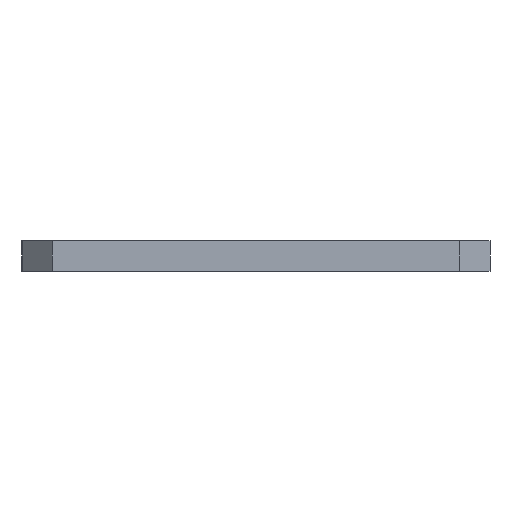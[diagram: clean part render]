
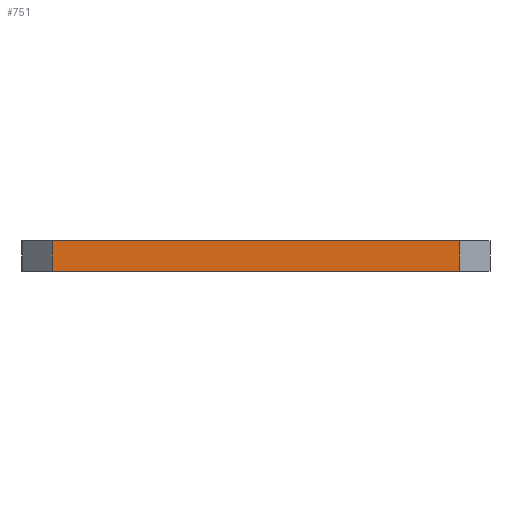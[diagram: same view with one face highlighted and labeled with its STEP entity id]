
A CAD part, front view. The second image highlights one B-rep face of the part: STEP entity #751.
In plain terms, the highlighted planar face has unit normal (0, -1, 0).
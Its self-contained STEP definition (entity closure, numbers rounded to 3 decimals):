
#9 = LINE ( 'NONE', #464, #168 ) ;
#16 = VERTEX_POINT ( 'NONE', #652 ) ;
#24 = CARTESIAN_POINT ( 'NONE',  ( 13.5, -19.5, 2. ) ) ;
#37 = CARTESIAN_POINT ( 'NONE',  ( -15.5, -19.5, 2. ) ) ;
#150 = VECTOR ( 'NONE', #182, 1000. ) ;
#153 = CARTESIAN_POINT ( 'NONE',  ( -15.5, -19.5, 2. ) ) ;
#160 = EDGE_CURVE ( 'NONE', #16, #651, #784, .T. ) ;
#168 = VECTOR ( 'NONE', #211, 1000. ) ;
#180 = FACE_OUTER_BOUND ( 'NONE', #725, .T. ) ;
#182 = DIRECTION ( 'NONE',  ( 0., 0., 1. ) ) ;
#187 = ORIENTED_EDGE ( 'NONE', *, *, #491, .T. ) ;
#211 = DIRECTION ( 'NONE',  ( 1., 0., 0. ) ) ;
#304 = VECTOR ( 'NONE', #990, 1000. ) ;
#313 = PLANE ( 'NONE',  #444 ) ;
#372 = VECTOR ( 'NONE', #384, 1000. ) ;
#384 = DIRECTION ( 'NONE',  ( 0., 0., -1. ) ) ;
#389 = CARTESIAN_POINT ( 'NONE',  ( 13.5, -19.5, 2. ) ) ;
#444 = AXIS2_PLACEMENT_3D ( 'NONE', #153, #721, #1030 ) ;
#464 = CARTESIAN_POINT ( 'NONE',  ( -15.5, -19.5, 0. ) ) ;
#485 = ORIENTED_EDGE ( 'NONE', *, *, #929, .F. ) ;
#491 = EDGE_CURVE ( 'NONE', #635, #913, #587, .T. ) ;
#520 = LINE ( 'NONE', #37, #304 ) ;
#587 = LINE ( 'NONE', #1021, #372 ) ;
#633 = CARTESIAN_POINT ( 'NONE',  ( -13.5, -19.5, 2. ) ) ;
#635 = VERTEX_POINT ( 'NONE', #633 ) ;
#651 = VERTEX_POINT ( 'NONE', #389 ) ;
#652 = CARTESIAN_POINT ( 'NONE',  ( 13.5, -19.5, 0. ) ) ;
#655 = CARTESIAN_POINT ( 'NONE',  ( -13.5, -19.5, 0. ) ) ;
#721 = DIRECTION ( 'NONE',  ( 0., 1., 0. ) ) ;
#725 = EDGE_LOOP ( 'NONE', ( #485, #187, #783, #899 ) ) ;
#751 = ADVANCED_FACE ( 'NONE', ( #180 ), #313, .F. ) ;
#783 = ORIENTED_EDGE ( 'NONE', *, *, #1019, .T. ) ;
#784 = LINE ( 'NONE', #24, #150 ) ;
#899 = ORIENTED_EDGE ( 'NONE', *, *, #160, .T. ) ;
#913 = VERTEX_POINT ( 'NONE', #655 ) ;
#929 = EDGE_CURVE ( 'NONE', #635, #651, #520, .T. ) ;
#990 = DIRECTION ( 'NONE',  ( 1., 0., 0. ) ) ;
#1019 = EDGE_CURVE ( 'NONE', #913, #16, #9, .T. ) ;
#1021 = CARTESIAN_POINT ( 'NONE',  ( -13.5, -19.5, 2. ) ) ;
#1030 = DIRECTION ( 'NONE',  ( 0., 0., 1. ) ) ;
